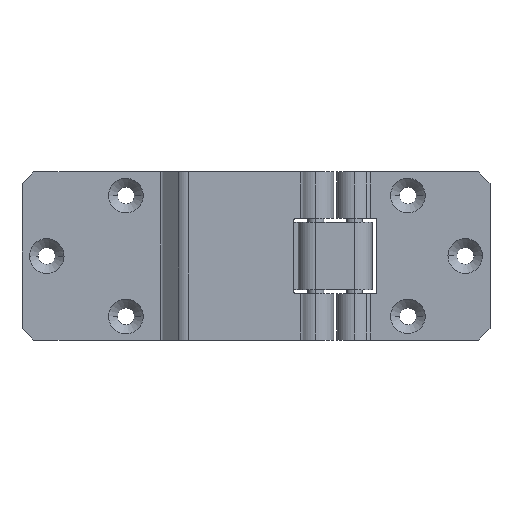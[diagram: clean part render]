
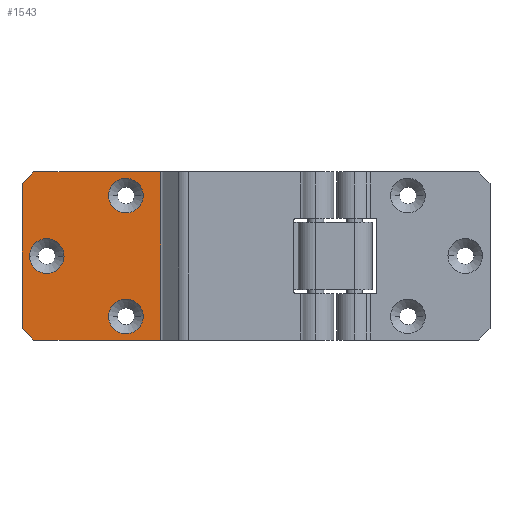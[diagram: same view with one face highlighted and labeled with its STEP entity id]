
A CAD part, top view. The second image highlights one B-rep face of the part: STEP entity #1543.
In plain terms, the highlighted planar face has unit normal (0, 0, 1).
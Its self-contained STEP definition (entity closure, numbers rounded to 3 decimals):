
#45 = CARTESIAN_POINT ( 'NONE',  ( -142.5, -42.5, -4. ) ) ;
#63 = VECTOR ( 'NONE', #3289, 1000. ) ;
#102 = AXIS2_PLACEMENT_3D ( 'NONE', #2992, #2585, #2182 ) ;
#139 = LINE ( 'NONE', #3695, #63 ) ;
#149 = FACE_OUTER_BOUND ( 'NONE', #2272, .T. ) ;
#151 = CIRCLE ( 'NONE', #2917, 8.75 ) ;
#179 = DIRECTION ( 'NONE',  ( -1., 0., 0. ) ) ;
#206 = DIRECTION ( 'NONE',  ( -1., 0., 0. ) ) ;
#269 = CARTESIAN_POINT ( 'NONE',  ( -144.75, 0., -4. ) ) ;
#304 = ORIENTED_EDGE ( 'NONE', *, *, #665, .T. ) ;
#315 = EDGE_CURVE ( 'NONE', #2218, #739, #2608, .T. ) ;
#360 = CARTESIAN_POINT ( 'NONE',  ( -78.5, -42.5, -4. ) ) ;
#451 = ORIENTED_EDGE ( 'NONE', *, *, #825, .T. ) ;
#468 = VERTEX_POINT ( 'NONE', #1404 ) ;
#484 = CARTESIAN_POINT ( 'NONE',  ( -148.5, 36.5, -4. ) ) ;
#493 = VECTOR ( 'NONE', #3910, 1000. ) ;
#570 = ORIENTED_EDGE ( 'NONE', *, *, #1786, .T. ) ;
#597 = DIRECTION ( 'NONE',  ( 0., 0., -1. ) ) ;
#602 = LINE ( 'NONE', #2530, #689 ) ;
#621 = DIRECTION ( 'NONE',  ( 0., 0., -1. ) ) ;
#630 = DIRECTION ( 'NONE',  ( -1., 0., 0. ) ) ;
#662 = ORIENTED_EDGE ( 'NONE', *, *, #3357, .F. ) ;
#665 = EDGE_CURVE ( 'NONE', #2785, #2496, #151, .T. ) ;
#689 = VECTOR ( 'NONE', #2122, 1000. ) ;
#713 = CIRCLE ( 'NONE', #2726, 8.75 ) ;
#728 = CARTESIAN_POINT ( 'NONE',  ( -87.25, 30.5, -4. ) ) ;
#739 = VERTEX_POINT ( 'NONE', #754 ) ;
#754 = CARTESIAN_POINT ( 'NONE',  ( -104.75, 30.5, -4. ) ) ;
#773 = LINE ( 'NONE', #360, #493 ) ;
#825 = EDGE_CURVE ( 'NONE', #739, #2218, #2896, .T. ) ;
#923 = VERTEX_POINT ( 'NONE', #484 ) ;
#1007 = CARTESIAN_POINT ( 'NONE',  ( -96., -30.5, -4. ) ) ;
#1033 = CARTESIAN_POINT ( 'NONE',  ( -78.5, 42.5, -4. ) ) ;
#1041 = DIRECTION ( 'NONE',  ( 0., 0., -1. ) ) ;
#1116 = EDGE_CURVE ( 'NONE', #468, #2442, #3549, .T. ) ;
#1127 = DIRECTION ( 'NONE',  ( -1., 0., 0. ) ) ;
#1173 = VERTEX_POINT ( 'NONE', #1654 ) ;
#1175 = DIRECTION ( 'NONE',  ( 0., -1., 0. ) ) ;
#1186 = FACE_BOUND ( 'NONE', #1553, .T. ) ;
#1191 = AXIS2_PLACEMENT_3D ( 'NONE', #3698, #3291, #2888 ) ;
#1263 = VERTEX_POINT ( 'NONE', #2478 ) ;
#1298 = CARTESIAN_POINT ( 'NONE',  ( -87.25, -30.5, -4. ) ) ;
#1306 = EDGE_CURVE ( 'NONE', #2442, #2401, #773, .T. ) ;
#1375 = ORIENTED_EDGE ( 'NONE', *, *, #315, .T. ) ;
#1386 = AXIS2_PLACEMENT_3D ( 'NONE', #1007, #597, #179 ) ;
#1404 = CARTESIAN_POINT ( 'NONE',  ( -148.5, -36.5, -4. ) ) ;
#1440 = PLANE ( 'NONE',  #3703 ) ;
#1450 = CARTESIAN_POINT ( 'NONE',  ( -136., 0., -4. ) ) ;
#1531 = DIRECTION ( 'NONE',  ( 0., 0., -1. ) ) ;
#1543 = ADVANCED_FACE ( 'NONE', ( #1186, #2887, #3219, #149 ), #1440, .F. ) ;
#1553 = EDGE_LOOP ( 'NONE', ( #3555, #1672 ) ) ;
#1582 = CARTESIAN_POINT ( 'NONE',  ( -78.5, 42.5, -4. ) ) ;
#1612 = CIRCLE ( 'NONE', #1386, 8.75 ) ;
#1654 = CARTESIAN_POINT ( 'NONE',  ( -78.5, 42.5, -4. ) ) ;
#1656 = CARTESIAN_POINT ( 'NONE',  ( -104.75, -30.5, -4. ) ) ;
#1672 = ORIENTED_EDGE ( 'NONE', *, *, #3570, .T. ) ;
#1697 = ORIENTED_EDGE ( 'NONE', *, *, #1116, .T. ) ;
#1703 = DIRECTION ( 'NONE',  ( -1., 0., 0. ) ) ;
#1786 = EDGE_CURVE ( 'NONE', #1263, #923, #3054, .T. ) ;
#1828 = VERTEX_POINT ( 'NONE', #1656 ) ;
#1931 = CARTESIAN_POINT ( 'NONE',  ( -136., 0., -4. ) ) ;
#1981 = LINE ( 'NONE', #1582, #2063 ) ;
#2055 = CARTESIAN_POINT ( 'NONE',  ( -127.25, 0., -4. ) ) ;
#2057 = VERTEX_POINT ( 'NONE', #1298 ) ;
#2063 = VECTOR ( 'NONE', #1175, 1000. ) ;
#2103 = DIRECTION ( 'NONE',  ( 0., 0., -1. ) ) ;
#2122 = DIRECTION ( 'NONE',  ( 0., -1., 0. ) ) ;
#2145 = EDGE_CURVE ( 'NONE', #923, #468, #602, .T. ) ;
#2182 = DIRECTION ( 'NONE',  ( -1., 0., 0. ) ) ;
#2185 = ORIENTED_EDGE ( 'NONE', *, *, #3624, .T. ) ;
#2218 = VERTEX_POINT ( 'NONE', #728 ) ;
#2248 = DIRECTION ( 'NONE',  ( -0.707, -0.707, 0. ) ) ;
#2272 = EDGE_LOOP ( 'NONE', ( #2719, #570, #3825, #1697, #3252, #662 ) ) ;
#2401 = VERTEX_POINT ( 'NONE', #3387 ) ;
#2442 = VERTEX_POINT ( 'NONE', #45 ) ;
#2452 = VECTOR ( 'NONE', #2742, 1000. ) ;
#2478 = CARTESIAN_POINT ( 'NONE',  ( -142.5, 42.5, -4. ) ) ;
#2496 = VERTEX_POINT ( 'NONE', #269 ) ;
#2499 = AXIS2_PLACEMENT_3D ( 'NONE', #1931, #1531, #1127 ) ;
#2504 = CARTESIAN_POINT ( 'NONE',  ( -96., -30.5, -4. ) ) ;
#2530 = CARTESIAN_POINT ( 'NONE',  ( -148.5, 42.5, -4. ) ) ;
#2585 = DIRECTION ( 'NONE',  ( 0., 0., -1. ) ) ;
#2588 = EDGE_LOOP ( 'NONE', ( #1375, #451 ) ) ;
#2608 = CIRCLE ( 'NONE', #102, 8.75 ) ;
#2652 = CARTESIAN_POINT ( 'NONE',  ( -142.5, 42.5, -4. ) ) ;
#2719 = ORIENTED_EDGE ( 'NONE', *, *, #2926, .F. ) ;
#2726 = AXIS2_PLACEMENT_3D ( 'NONE', #2504, #2103, #1703 ) ;
#2742 = DIRECTION ( 'NONE',  ( 0.707, -0.707, 0. ) ) ;
#2785 = VERTEX_POINT ( 'NONE', #2055 ) ;
#2887 = FACE_BOUND ( 'NONE', #2914, .T. ) ;
#2888 = DIRECTION ( 'NONE',  ( -1., 0., 0. ) ) ;
#2896 = CIRCLE ( 'NONE', #1191, 8.75 ) ;
#2914 = EDGE_LOOP ( 'NONE', ( #304, #2185 ) ) ;
#2917 = AXIS2_PLACEMENT_3D ( 'NONE', #1450, #1041, #630 ) ;
#2926 = EDGE_CURVE ( 'NONE', #1263, #1173, #139, .T. ) ;
#2992 = CARTESIAN_POINT ( 'NONE',  ( -96., 30.5, -4. ) ) ;
#3009 = EDGE_CURVE ( 'NONE', #2057, #1828, #713, .T. ) ;
#3054 = LINE ( 'NONE', #2652, #3362 ) ;
#3118 = CIRCLE ( 'NONE', #2499, 8.75 ) ;
#3149 = CARTESIAN_POINT ( 'NONE',  ( -148.5, -36.5, -4. ) ) ;
#3219 = FACE_BOUND ( 'NONE', #2588, .T. ) ;
#3252 = ORIENTED_EDGE ( 'NONE', *, *, #1306, .T. ) ;
#3289 = DIRECTION ( 'NONE',  ( 1., 0., 0. ) ) ;
#3291 = DIRECTION ( 'NONE',  ( 0., 0., -1. ) ) ;
#3357 = EDGE_CURVE ( 'NONE', #1173, #2401, #1981, .T. ) ;
#3362 = VECTOR ( 'NONE', #2248, 1000. ) ;
#3387 = CARTESIAN_POINT ( 'NONE',  ( -78.5, -42.5, -4. ) ) ;
#3549 = LINE ( 'NONE', #3149, #2452 ) ;
#3555 = ORIENTED_EDGE ( 'NONE', *, *, #3009, .T. ) ;
#3570 = EDGE_CURVE ( 'NONE', #1828, #2057, #1612, .T. ) ;
#3624 = EDGE_CURVE ( 'NONE', #2496, #2785, #3118, .T. ) ;
#3695 = CARTESIAN_POINT ( 'NONE',  ( -78.5, 42.5, -4. ) ) ;
#3698 = CARTESIAN_POINT ( 'NONE',  ( -96., 30.5, -4. ) ) ;
#3703 = AXIS2_PLACEMENT_3D ( 'NONE', #1033, #621, #206 ) ;
#3825 = ORIENTED_EDGE ( 'NONE', *, *, #2145, .T. ) ;
#3910 = DIRECTION ( 'NONE',  ( 1., 0., 0. ) ) ;
